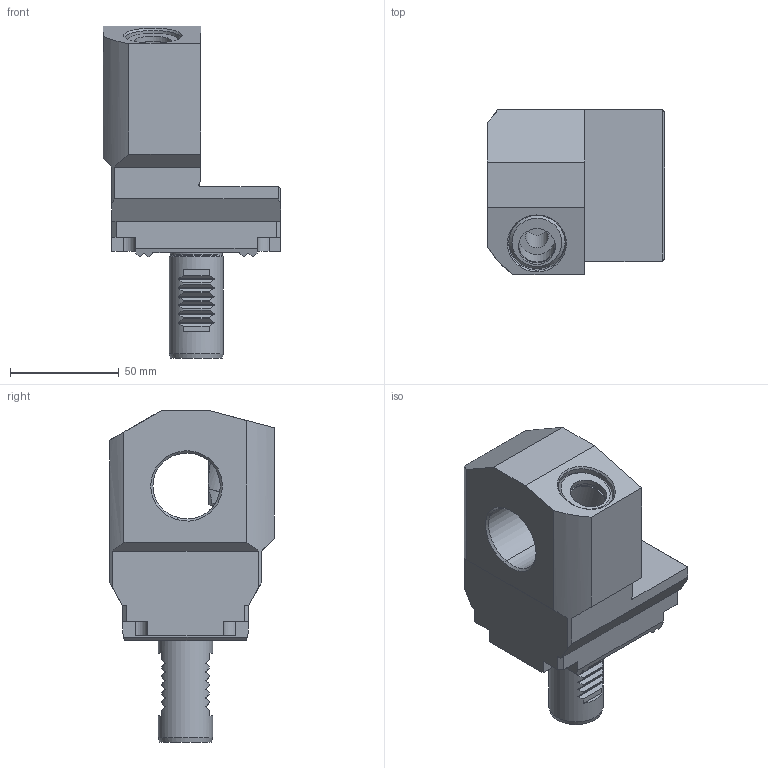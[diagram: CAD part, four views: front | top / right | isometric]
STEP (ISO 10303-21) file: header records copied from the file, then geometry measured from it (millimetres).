
FILE_DESCRIPTION(/* description */ (''),/* implementation_level */ '2;1');
FILE_NAME(/* name */ 'W1250002A_stp.stp',/* time_stamp */ '2009-06-05T09:25:34+02:00',/* author */ (''),/* organization */ (''),/* preprocessor_version */ 'ST-DEVELOPER v11',/* originating_system */ 'UGS - NX 5.0',/* authorisation */ '');
FILE_SCHEMA (('AUTOMOTIVE_DESIGN { 1 0 10303 214 0 1 1 1 }'));
Length unit declared in the file: millimetre
Products named in the file (1): krue2D6Cr253
Bounding box: 82 x 76 x 153 mm (x, y, z)
Volume: 355686 mm3; surface area: 46627.3 mm2
Topology: 1 solids, 1 shells, 184 faces, 514 edges, 338 vertices
Faces by surface type: plane 132, cylinder 39, cone 11, torus 2
Full cylindrical faces by diameter (mm): 10.5 x1, 17 x2, 17.8 x1, 22.7 x1, 24.1 x1, 25 x1, 26 x3
Entity records: 6196 total; most frequent: CARTESIAN_POINT 1478, ORIENTED_EDGE 972, DIRECTION 970, EDGE_CURVE 486, AXIS2_PLACEMENT_3D 334, VERTEX_POINT 328, LINE 302, VECTOR 302
